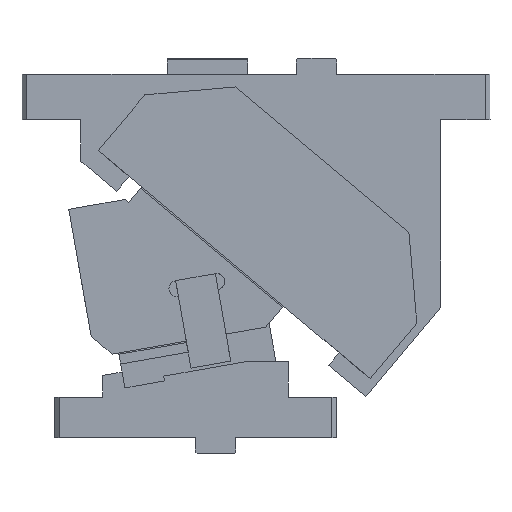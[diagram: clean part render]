
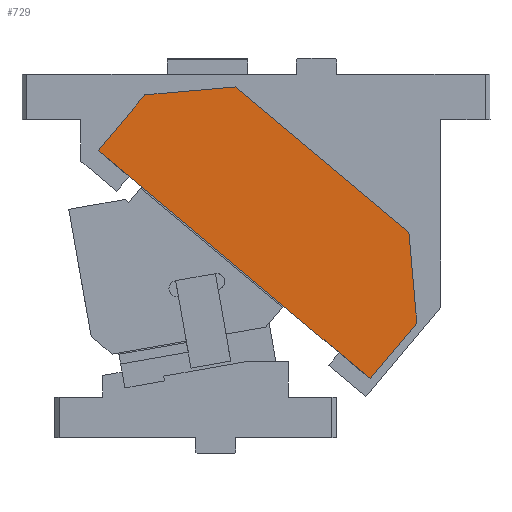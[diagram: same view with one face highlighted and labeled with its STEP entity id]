
A CAD part, left-side view. The second image highlights one B-rep face of the part: STEP entity #729.
In plain terms, the highlighted planar face has unit normal (-1, 0, 0).
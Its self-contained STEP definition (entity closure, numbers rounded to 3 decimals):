
#556=CARTESIAN_POINT('Vertex',(197.299,311.228,-154.073)) ;
#561=CARTESIAN_POINT('Line Origine',(197.299,325.691,-171.309)) ;
#565=CARTESIAN_POINT('Vertex',(197.299,340.154,-188.545)) ;
#603=CARTESIAN_POINT('Vertex',(197.299,316.159,-97.72)) ;
#606=CARTESIAN_POINT('Line Origine',(197.299,313.694,-125.897)) ;
#627=CARTESIAN_POINT('Vertex',(197.299,508.684,-47.132)) ;
#632=CARTESIAN_POINT('Line Origine',(197.299,494.221,-29.896)) ;
#636=CARTESIAN_POINT('Vertex',(197.299,479.758,-12.66)) ;
#663=CARTESIAN_POINT('Line Origine',(197.299,451.582,-10.195)) ;
#667=CARTESIAN_POINT('Vertex',(197.299,423.405,-7.73)) ;
#694=CARTESIAN_POINT('Line Origine',(197.299,369.782,-52.725)) ;
#711=CARTESIAN_POINT('Axis2P3D Location',(197.299,399.973,-88.706)) ;
#716=CARTESIAN_POINT('Line Origine',(197.299,424.419,-117.839)) ;
#562=DIRECTION('Vector Direction',(0.,-0.643,0.766)) ;
#607=DIRECTION('Vector Direction',(0.,0.087,0.996)) ;
#633=DIRECTION('Vector Direction',(0.,0.643,-0.766)) ;
#664=DIRECTION('Vector Direction',(0.,0.996,-0.087)) ;
#695=DIRECTION('Vector Direction',(0.,0.766,0.643)) ;
#712=DIRECTION('Axis2P3D Direction',(1.,0.,-0.)) ;
#713=DIRECTION('Axis2P3D XDirection',(0.,0.766,0.643)) ;
#717=DIRECTION('Vector Direction',(0.,-0.766,-0.643)) ;
#714=AXIS2_PLACEMENT_3D('Plane Axis2P3D',#711,#712,#713) ;
#722=ORIENTED_EDGE('',*,*,#669,.T.) ;
#723=ORIENTED_EDGE('',*,*,#638,.T.) ;
#724=ORIENTED_EDGE('',*,*,#720,.T.) ;
#725=ORIENTED_EDGE('',*,*,#567,.T.) ;
#726=ORIENTED_EDGE('',*,*,#610,.T.) ;
#727=ORIENTED_EDGE('',*,*,#698,.T.) ;
#563=VECTOR('Line Direction',#562,1.) ;
#608=VECTOR('Line Direction',#607,1.) ;
#634=VECTOR('Line Direction',#633,1.) ;
#665=VECTOR('Line Direction',#664,1.) ;
#696=VECTOR('Line Direction',#695,1.) ;
#718=VECTOR('Line Direction',#717,1.) ;
#729=ADVANCED_FACE('CAM HOLDER',(#728),#715,.F.) ;
#567=EDGE_CURVE('',#566,#557,#564,.T.) ;
#610=EDGE_CURVE('',#557,#604,#609,.T.) ;
#638=EDGE_CURVE('',#637,#628,#635,.T.) ;
#669=EDGE_CURVE('',#668,#637,#666,.T.) ;
#698=EDGE_CURVE('',#604,#668,#697,.T.) ;
#720=EDGE_CURVE('',#628,#566,#719,.T.) ;
#721=EDGE_LOOP('',(#722,#723,#724,#725,#726,#727)) ;
#728=FACE_OUTER_BOUND('',#721,.T.) ;
#564=LINE('Line',#561,#563) ;
#609=LINE('Line',#606,#608) ;
#635=LINE('Line',#632,#634) ;
#666=LINE('Line',#663,#665) ;
#697=LINE('Line',#694,#696) ;
#719=LINE('Line',#716,#718) ;
#715=PLANE('Plane',#714) ;
#557=VERTEX_POINT('',#556) ;
#566=VERTEX_POINT('',#565) ;
#604=VERTEX_POINT('',#603) ;
#628=VERTEX_POINT('',#627) ;
#637=VERTEX_POINT('',#636) ;
#668=VERTEX_POINT('',#667) ;
